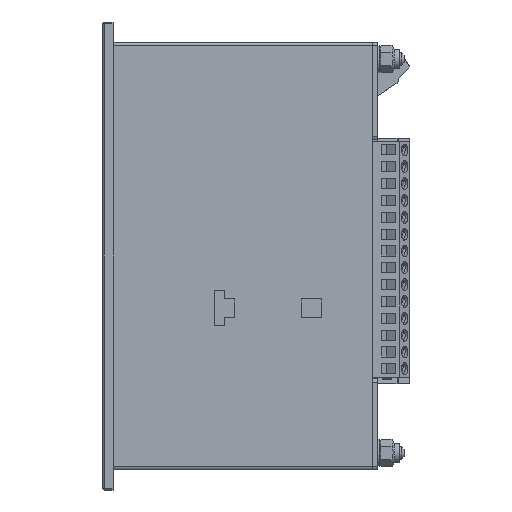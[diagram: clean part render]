
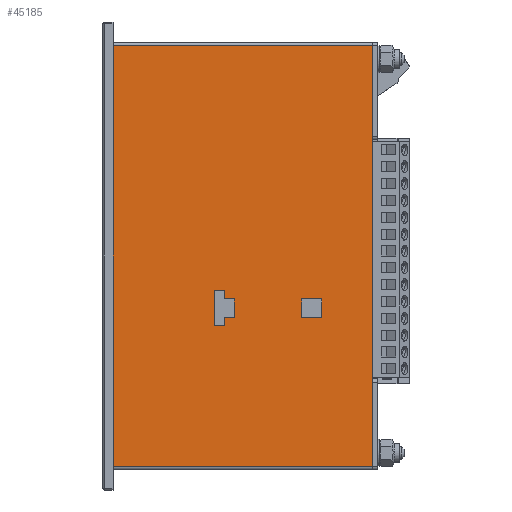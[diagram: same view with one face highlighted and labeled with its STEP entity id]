
A CAD part, left-side view. The second image highlights one B-rep face of the part: STEP entity #45185.
In plain terms, the highlighted planar face has unit normal (-1, 0, 0).
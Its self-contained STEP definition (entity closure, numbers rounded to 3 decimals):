
#44963=CARTESIAN_POINT('',(-109.,0.,-62.5));
#44964=VERTEX_POINT('',#44963);
#44972=CARTESIAN_POINT('',(-109.,0.,62.5));
#44973=VERTEX_POINT('',#44972);
#44974=CARTESIAN_POINT('',(-109.,0.,62.5));
#44975=DIRECTION('',(0.,0.,-1.));
#44976=VECTOR('',#44975,125.);
#44977=LINE('',#44974,#44976);
#44978=EDGE_CURVE('',#44973,#44964,#44977,.T.);
#45055=CARTESIAN_POINT('',(-109.,-77.,63.5));
#45056=DIRECTION('',(1.,0.,0.));
#45057=DIRECTION('',(0.,0.,-1.));
#45058=AXIS2_PLACEMENT_3D('',#45055,#45056,#45057);
#45059=PLANE('',#45058);
#45060=CARTESIAN_POINT('',(-109.,-56.,-12.75));
#45061=VERTEX_POINT('',#45060);
#45062=CARTESIAN_POINT('',(-109.,-56.,-18.25));
#45063=VERTEX_POINT('',#45062);
#45064=CARTESIAN_POINT('',(-109.,-56.,-12.75));
#45065=DIRECTION('',(0.,-0.,-1.));
#45066=VECTOR('',#45065,5.5);
#45067=LINE('',#45064,#45066);
#45068=EDGE_CURVE('',#45061,#45063,#45067,.T.);
#45069=ORIENTED_EDGE('',*,*,#45068,.F.);
#45070=CARTESIAN_POINT('',(-109.,-62.,-12.75));
#45071=VERTEX_POINT('',#45070);
#45072=CARTESIAN_POINT('',(-109.,-62.,-12.75));
#45073=DIRECTION('',(0.,1.,-0.));
#45074=VECTOR('',#45073,6.);
#45075=LINE('',#45072,#45074);
#45076=EDGE_CURVE('',#45071,#45061,#45075,.T.);
#45077=ORIENTED_EDGE('',*,*,#45076,.F.);
#45078=CARTESIAN_POINT('',(-109.,-62.,-18.25));
#45079=VERTEX_POINT('',#45078);
#45080=CARTESIAN_POINT('',(-109.,-62.,-18.25));
#45081=DIRECTION('',(0.,0.,1.));
#45082=VECTOR('',#45081,5.5);
#45083=LINE('',#45080,#45082);
#45084=EDGE_CURVE('',#45079,#45071,#45083,.T.);
#45085=ORIENTED_EDGE('',*,*,#45084,.F.);
#45086=CARTESIAN_POINT('',(-109.,-56.,-18.25));
#45087=DIRECTION('',(0.,-1.,0.));
#45088=VECTOR('',#45087,6.);
#45089=LINE('',#45086,#45088);
#45090=EDGE_CURVE('',#45063,#45079,#45089,.T.);
#45091=ORIENTED_EDGE('',*,*,#45090,.F.);
#45092=EDGE_LOOP('',(#45069,#45077,#45085,#45091));
#45093=FACE_BOUND('',#45092,.T.);
#45094=CARTESIAN_POINT('',(-109.,-30.,-10.25));
#45095=VERTEX_POINT('',#45094);
#45096=CARTESIAN_POINT('',(-109.,-30.,-20.75));
#45097=VERTEX_POINT('',#45096);
#45098=CARTESIAN_POINT('',(-109.,-30.,-10.25));
#45099=DIRECTION('',(0.,-0.,-1.));
#45100=VECTOR('',#45099,10.5);
#45101=LINE('',#45098,#45100);
#45102=EDGE_CURVE('',#45095,#45097,#45101,.T.);
#45103=ORIENTED_EDGE('',*,*,#45102,.F.);
#45104=CARTESIAN_POINT('',(-109.,-33.,-10.25));
#45105=VERTEX_POINT('',#45104);
#45106=CARTESIAN_POINT('',(-109.,-33.,-10.25));
#45107=DIRECTION('',(0.,1.,-0.));
#45108=VECTOR('',#45107,3.);
#45109=LINE('',#45106,#45108);
#45110=EDGE_CURVE('',#45105,#45095,#45109,.T.);
#45111=ORIENTED_EDGE('',*,*,#45110,.F.);
#45112=CARTESIAN_POINT('',(-109.,-33.,-12.75));
#45113=VERTEX_POINT('',#45112);
#45114=CARTESIAN_POINT('',(-109.,-33.,-12.75));
#45115=DIRECTION('',(0.,0.,1.));
#45116=VECTOR('',#45115,2.5);
#45117=LINE('',#45114,#45116);
#45118=EDGE_CURVE('',#45113,#45105,#45117,.T.);
#45119=ORIENTED_EDGE('',*,*,#45118,.F.);
#45120=CARTESIAN_POINT('',(-109.,-36.,-12.75));
#45121=VERTEX_POINT('',#45120);
#45122=CARTESIAN_POINT('',(-109.,-36.,-12.75));
#45123=DIRECTION('',(0.,1.,-0.));
#45124=VECTOR('',#45123,3.);
#45125=LINE('',#45122,#45124);
#45126=EDGE_CURVE('',#45121,#45113,#45125,.T.);
#45127=ORIENTED_EDGE('',*,*,#45126,.F.);
#45128=CARTESIAN_POINT('',(-109.,-36.,-18.25));
#45129=VERTEX_POINT('',#45128);
#45130=CARTESIAN_POINT('',(-109.,-36.,-18.25));
#45131=DIRECTION('',(0.,0.,1.));
#45132=VECTOR('',#45131,5.5);
#45133=LINE('',#45130,#45132);
#45134=EDGE_CURVE('',#45129,#45121,#45133,.T.);
#45135=ORIENTED_EDGE('',*,*,#45134,.F.);
#45136=CARTESIAN_POINT('',(-109.,-33.,-18.25));
#45137=VERTEX_POINT('',#45136);
#45138=CARTESIAN_POINT('',(-109.,-33.,-18.25));
#45139=DIRECTION('',(0.,-1.,0.));
#45140=VECTOR('',#45139,3.);
#45141=LINE('',#45138,#45140);
#45142=EDGE_CURVE('',#45137,#45129,#45141,.T.);
#45143=ORIENTED_EDGE('',*,*,#45142,.F.);
#45144=CARTESIAN_POINT('',(-109.,-33.,-20.75));
#45145=VERTEX_POINT('',#45144);
#45146=CARTESIAN_POINT('',(-109.,-33.,-20.75));
#45147=DIRECTION('',(0.,0.,1.));
#45148=VECTOR('',#45147,2.5);
#45149=LINE('',#45146,#45148);
#45150=EDGE_CURVE('',#45145,#45137,#45149,.T.);
#45151=ORIENTED_EDGE('',*,*,#45150,.F.);
#45152=CARTESIAN_POINT('',(-109.,-30.,-20.75));
#45153=DIRECTION('',(0.,-1.,0.));
#45154=VECTOR('',#45153,3.);
#45155=LINE('',#45152,#45154);
#45156=EDGE_CURVE('',#45097,#45145,#45155,.T.);
#45157=ORIENTED_EDGE('',*,*,#45156,.F.);
#45158=EDGE_LOOP('',(#45103,#45111,#45119,#45127,#45135,#45143,#45151,#45157));
#45159=FACE_BOUND('',#45158,.T.);
#45160=ORIENTED_EDGE('',*,*,#44978,.T.);
#45161=CARTESIAN_POINT('',(-109.,-77.,-62.5));
#45162=VERTEX_POINT('',#45161);
#45163=CARTESIAN_POINT('',(-109.,0.,-62.5));
#45164=DIRECTION('',(-0.,-1.,-0.));
#45165=VECTOR('',#45164,77.);
#45166=LINE('',#45163,#45165);
#45167=EDGE_CURVE('',#44964,#45162,#45166,.T.);
#45168=ORIENTED_EDGE('',*,*,#45167,.T.);
#45169=CARTESIAN_POINT('',(-109.,-77.,62.5));
#45170=VERTEX_POINT('',#45169);
#45171=CARTESIAN_POINT('',(-109.,-77.,62.5));
#45172=DIRECTION('',(0.,0.,-1.));
#45173=VECTOR('',#45172,125.);
#45174=LINE('',#45171,#45173);
#45175=EDGE_CURVE('',#45170,#45162,#45174,.T.);
#45176=ORIENTED_EDGE('',*,*,#45175,.F.);
#45177=CARTESIAN_POINT('',(-109.,-77.,62.5));
#45178=DIRECTION('',(0.,1.,0.));
#45179=VECTOR('',#45178,77.);
#45180=LINE('',#45177,#45179);
#45181=EDGE_CURVE('',#45170,#44973,#45180,.T.);
#45182=ORIENTED_EDGE('',*,*,#45181,.T.);
#45183=EDGE_LOOP('',(#45160,#45168,#45176,#45182));
#45184=FACE_BOUND('',#45183,.T.);
#45185=ADVANCED_FACE('',(#45093,#45159,#45184),#45059,.F.);
